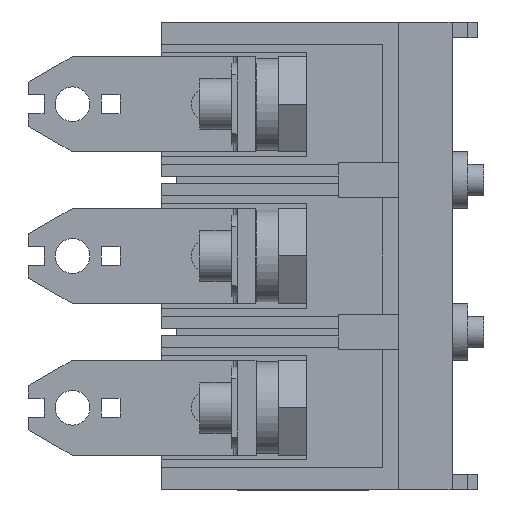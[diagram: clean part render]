
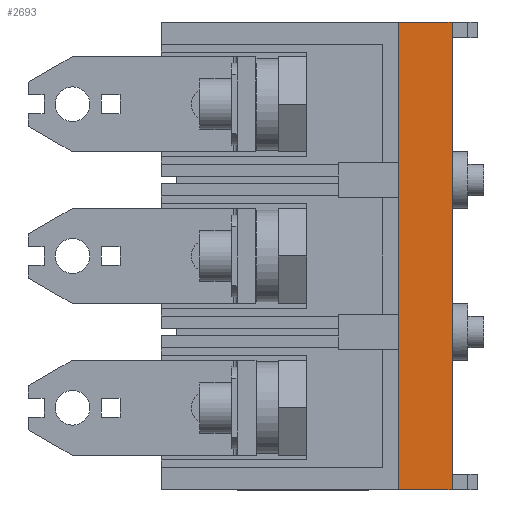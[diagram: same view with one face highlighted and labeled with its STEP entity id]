
A CAD part, left-side view. The second image highlights one B-rep face of the part: STEP entity #2693.
In plain terms, the highlighted planar face has unit normal (-1, 0, 0).
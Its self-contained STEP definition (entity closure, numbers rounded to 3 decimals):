
#404 = EDGE_CURVE ( 'NONE', #2089, #5964, #17343, .T. ) ;
#906 = DIRECTION ( 'NONE',  ( 1., 0., 0. ) ) ;
#1395 = ORIENTED_EDGE ( 'NONE', *, *, #27254, .F. ) ;
#1592 = DIRECTION ( 'NONE',  ( 0., 0., -1. ) ) ;
#2089 = VERTEX_POINT ( 'NONE', #20878 ) ;
#2693 = ADVANCED_FACE ( 'NONE', ( #2701 ), #28016, .F. ) ;
#2701 = FACE_OUTER_BOUND ( 'NONE', #6335, .T. ) ;
#3434 = VECTOR ( 'NONE', #12771, 1000. ) ;
#4914 = CARTESIAN_POINT ( 'NONE',  ( -135., 0., 74. ) ) ;
#5067 = VERTEX_POINT ( 'NONE', #4914 ) ;
#5964 = VERTEX_POINT ( 'NONE', #12782 ) ;
#6335 = EDGE_LOOP ( 'NONE', ( #23760, #24407, #1395, #6750 ) ) ;
#6368 = AXIS2_PLACEMENT_3D ( 'NONE', #25800, #906, #20766 ) ;
#6750 = ORIENTED_EDGE ( 'NONE', *, *, #404, .T. ) ;
#8844 = VERTEX_POINT ( 'NONE', #26973 ) ;
#10185 = DIRECTION ( 'NONE',  ( 0., -1., 0. ) ) ;
#12158 = CARTESIAN_POINT ( 'NONE',  ( -135., 17., 74. ) ) ;
#12771 = DIRECTION ( 'NONE',  ( 0., 0., -1. ) ) ;
#12782 = CARTESIAN_POINT ( 'NONE',  ( -135., 17., -74. ) ) ;
#15730 = EDGE_CURVE ( 'NONE', #5067, #8844, #22042, .T. ) ;
#15768 = EDGE_CURVE ( 'NONE', #5964, #8844, #21884, .T. ) ;
#16125 = VECTOR ( 'NONE', #10185, 1000. ) ;
#17343 = LINE ( 'NONE', #24454, #3434 ) ;
#18968 = DIRECTION ( 'NONE',  ( 0., -1., 0. ) ) ;
#19109 = LINE ( 'NONE', #12158, #20250 ) ;
#20250 = VECTOR ( 'NONE', #18968, 1000. ) ;
#20766 = DIRECTION ( 'NONE',  ( 0., 0., -1. ) ) ;
#20878 = CARTESIAN_POINT ( 'NONE',  ( -135., 17., 74. ) ) ;
#21884 = LINE ( 'NONE', #23663, #16125 ) ;
#22042 = LINE ( 'NONE', #24247, #22286 ) ;
#22286 = VECTOR ( 'NONE', #1592, 1000. ) ;
#23663 = CARTESIAN_POINT ( 'NONE',  ( -135., 17., -74. ) ) ;
#23760 = ORIENTED_EDGE ( 'NONE', *, *, #15768, .T. ) ;
#24247 = CARTESIAN_POINT ( 'NONE',  ( -135., 0., 74. ) ) ;
#24407 = ORIENTED_EDGE ( 'NONE', *, *, #15730, .F. ) ;
#24454 = CARTESIAN_POINT ( 'NONE',  ( -135., 17., 74. ) ) ;
#25800 = CARTESIAN_POINT ( 'NONE',  ( -135., 17., 74. ) ) ;
#26973 = CARTESIAN_POINT ( 'NONE',  ( -135., 0., -74. ) ) ;
#27254 = EDGE_CURVE ( 'NONE', #2089, #5067, #19109, .T. ) ;
#28016 = PLANE ( 'NONE',  #6368 ) ;
